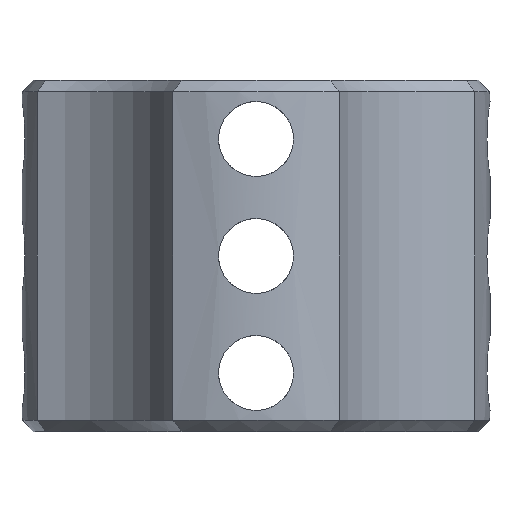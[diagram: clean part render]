
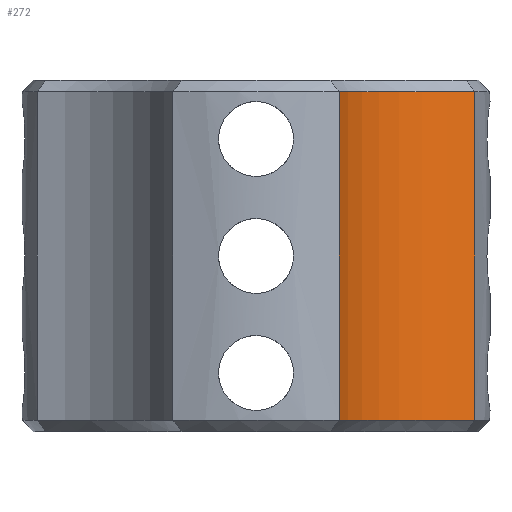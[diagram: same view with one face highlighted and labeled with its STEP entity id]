
A CAD part, front view. The second image highlights one B-rep face of the part: STEP entity #272.
In plain terms, the highlighted cylindrical face has radius 5 mm (diameter 10 mm), a partial arc.
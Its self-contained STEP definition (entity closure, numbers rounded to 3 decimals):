
#21 = EDGE_CURVE('',#22,#24,#26,.T.);
#22 = VERTEX_POINT('',#23);
#23 = CARTESIAN_POINT('',(5.841,-2.225,0.3));
#24 = VERTEX_POINT('',#25);
#25 = CARTESIAN_POINT('',(5.841,-2.225,9.075));
#26 = LINE('',#27,#28);
#27 = CARTESIAN_POINT('',(5.841,-2.225,0.));
#28 = VECTOR('',#29,1.);
#29 = DIRECTION('',(0.,0.,1.));
#272 = ADVANCED_FACE('',(#273),#300,.F.);
#273 = FACE_BOUND('',#274,.T.);
#274 = EDGE_LOOP('',(#275,#276,#285,#293));
#275 = ORIENTED_EDGE('',*,*,#21,.T.);
#276 = ORIENTED_EDGE('',*,*,#277,.T.);
#277 = EDGE_CURVE('',#24,#278,#280,.T.);
#278 = VERTEX_POINT('',#279);
#279 = CARTESIAN_POINT('',(2.225,-5.841,9.075));
#280 = CIRCLE('',#281,5.);
#281 = AXIS2_PLACEMENT_3D('',#282,#283,#284);
#282 = CARTESIAN_POINT('',(7.071,-7.071,9.075));
#283 = DIRECTION('',(0.,0.,1.));
#284 = DIRECTION('',(-0.246,0.969,0.));
#285 = ORIENTED_EDGE('',*,*,#286,.F.);
#286 = EDGE_CURVE('',#287,#278,#289,.T.);
#287 = VERTEX_POINT('',#288);
#288 = CARTESIAN_POINT('',(2.225,-5.841,0.3));
#289 = LINE('',#290,#291);
#290 = CARTESIAN_POINT('',(2.225,-5.841,0.));
#291 = VECTOR('',#292,1.);
#292 = DIRECTION('',(0.,0.,1.));
#293 = ORIENTED_EDGE('',*,*,#294,.F.);
#294 = EDGE_CURVE('',#22,#287,#295,.T.);
#295 = CIRCLE('',#296,5.);
#296 = AXIS2_PLACEMENT_3D('',#297,#298,#299);
#297 = CARTESIAN_POINT('',(7.071,-7.071,0.3));
#298 = DIRECTION('',(0.,0.,1.));
#299 = DIRECTION('',(-0.246,0.969,0.));
#300 = CYLINDRICAL_SURFACE('',#301,5.);
#301 = AXIS2_PLACEMENT_3D('',#302,#303,#304);
#302 = CARTESIAN_POINT('',(7.071,-7.071,0.));
#303 = DIRECTION('',(-0.,-0.,-1.));
#304 = DIRECTION('',(1.,0.,0.));
